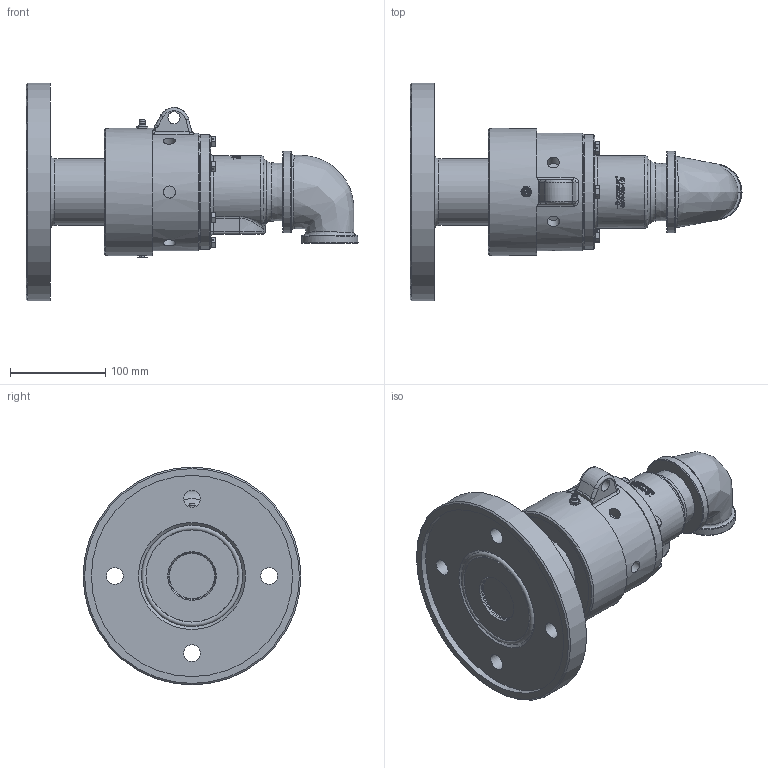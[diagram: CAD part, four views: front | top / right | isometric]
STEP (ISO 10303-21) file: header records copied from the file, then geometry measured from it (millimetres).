
FILE_DESCRIPTION(/* description */ (''),/* implementation_level */ '2;1');
FILE_NAME(/* name */ '6200-002-115-IC.stp',/* time_stamp */ '2020-05-20T14:57:09-05:00',/* author */ ('manton'),/* organization */ (''),/* preprocessor_version */ 'ST-DEVELOPER v18',/* originating_system */ 'Autodesk Inventor 2020',/* authorisation */ '');
FILE_SCHEMA (('AUTOMOTIVE_DESIGN { 1 0 10303 214 3 1 1 }'));
Length unit declared in the file: millimetre
Products named in the file (1): 6200-002-115-IC
Bounding box: 348.4 x 228.6 x 228.6 mm (x, y, z)
Volume: 2930058.7 mm3; surface area: 269053.6 mm2
Topology: 2 solids, 4 shells, 702 faces, 1809 edges, 1180 vertices
Faces by surface type: plane 323, bspline 166, cylinder 116, cone 64, torus 30, sphere 3
Full cylindrical faces by diameter (mm): 1.27 x6, 3 x1, 6.35 x6, 6.604 x6, 7.2 x6, 11.1 x6, 12.7 x7, 17.5 x4, 28.575 x1, 29.299 x1, 48.64 x1, 59.2 x1, 70 x1, 85.7 x1, 99.31 x1, 120.14 x1, 120.7 x1, 123.8 x1, 133.4 x1, 211.2 x1, 228.6 x1
Entity records: 31071 total; most frequent: CARTESIAN_POINT 14325, ORIENTED_EDGE 3618, DIRECTION 3151, EDGE_CURVE 1809, AXIS2_PLACEMENT_3D 1274, VERTEX_POINT 1180, EDGE_LOOP 805, FACE_OUTER_BOUND 702
